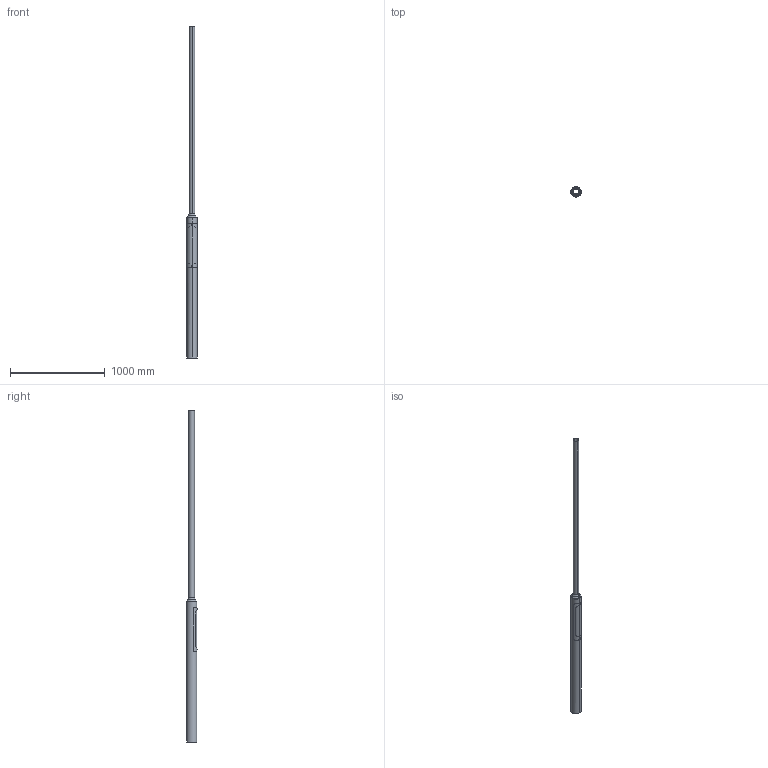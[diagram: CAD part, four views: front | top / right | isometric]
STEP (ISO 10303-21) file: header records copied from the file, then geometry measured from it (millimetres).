
FILE_DESCRIPTION (( 'STEP AP214' ), '1' );
FILE_NAME ('110810KXXX P3,5-108 4608400 TEHOMET PUISTOPYLVÄS_3D.step', '2022-05-28T14:40:25', ( '' ), ( '' ), 'SwSTEP 2.0', 'SolidWorks 2021', '' );
FILE_SCHEMA (( 'AUTOMOTIVE_DESIGN' ));
Length unit declared in the file: millimetre
Products named in the file (6): 108,0X3,0 PY烼E鵬UTKI-TYVI_108,0X2,5 TYVIPUTKI-1500; YKSI R_KYTKENTÄAUKON LUUKKU_LUUKKU D108; KYTKENTÄAUKON LATTARAUTA_LATTA 4X20X80; 60,3X2,9 PY烼E鵬UTKI-LATVA_60,3X2,0 LATVAPUTKI-2000; socket head cap screw_din_DIN 912 M6 x 16 --- 16N; 110810KXXX P3,5-108 4608400 TEHOMET PUISTOPYLVÄS_3D
Assembly tree (9 placements, depth 2):
  110810KXXX P3,5-108 4608400 TEHOMET PUISTOPYLVÄS_3D
    108,0X3,0 PY烼E鵬UTKI-TYVI_108,0X2,5 TYVIPUTKI-1500
    60,3X2,9 PY烼E鵬UTKI-LATVA_60,3X2,0 LATVAPUTKI-2000
    YKSI R_KYTKENTÄAUKON LUUKKU_LUUKKU D108
    socket head cap screw_din_DIN 912 M6 x 16 --- 16N  x4
    KYTKENTÄAUKON LATTARAUTA_LATTA 4X20X80  x2
Bounding box: 108 x 115.5 x 3500 mm (x, y, z)
Volume: 2010393.6 mm3; surface area: 1807607.5 mm2
Topology: 9 solids, 9 shells, 182 faces, 444 edges, 272 vertices
Faces by surface type: plane 90, cylinder 52, cone 24, torus 16
Entity records: 4250 total; most frequent: CARTESIAN_POINT 1650, ORIENTED_EDGE 500, DIRECTION 476, EDGE_CURVE 250, AXIS2_PLACEMENT_3D 177, VERTEX_POINT 161, LINE 122, VECTOR 122
